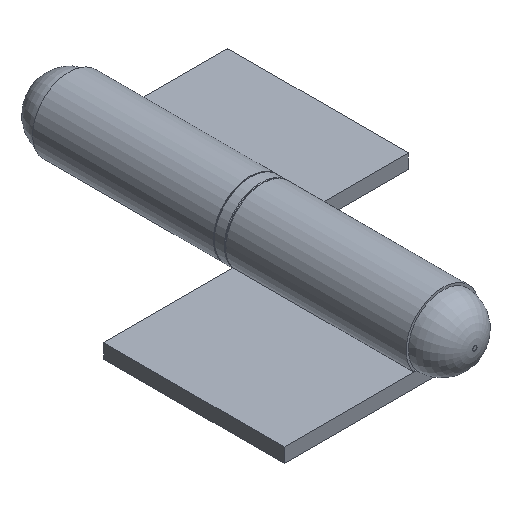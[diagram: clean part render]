
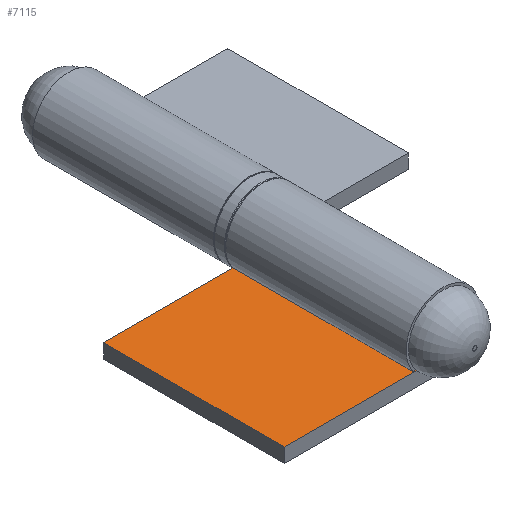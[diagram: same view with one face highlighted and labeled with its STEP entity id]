
A CAD part, isometric view. The second image highlights one B-rep face of the part: STEP entity #7115.
In plain terms, the highlighted planar face has unit normal (0, 0, 1).
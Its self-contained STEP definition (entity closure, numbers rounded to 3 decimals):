
#205 = EDGE_CURVE ( 'NONE', #9098, #1655, #3519, .T. ) ;
#686 = VECTOR ( 'NONE', #2839, 1000. ) ;
#806 = DIRECTION ( 'NONE',  ( 0., 0., -1. ) ) ;
#982 = VECTOR ( 'NONE', #10095, 1000. ) ;
#1098 = VERTEX_POINT ( 'NONE', #1600 ) ;
#1600 = CARTESIAN_POINT ( 'NONE',  ( 0., 19., -4.7 ) ) ;
#1655 = VERTEX_POINT ( 'NONE', #5764 ) ;
#1714 = CARTESIAN_POINT ( 'NONE',  ( 5.454, 19., -4.7 ) ) ;
#2207 = LINE ( 'NONE', #2759, #9312 ) ;
#2759 = CARTESIAN_POINT ( 'NONE',  ( 0., -19., -4.7 ) ) ;
#2790 = LINE ( 'NONE', #10838, #10191 ) ;
#2839 = DIRECTION ( 'NONE',  ( 0., -1., 0. ) ) ;
#3449 = CARTESIAN_POINT ( 'NONE',  ( 33.3, -19., -4.7 ) ) ;
#3519 = LINE ( 'NONE', #6042, #10324 ) ;
#3540 = LINE ( 'NONE', #6046, #982 ) ;
#3761 = PLANE ( 'NONE',  #7652 ) ;
#3813 = ORIENTED_EDGE ( 'NONE', *, *, #12224, .F. ) ;
#5550 = EDGE_CURVE ( 'NONE', #1655, #7553, #7835, .T. ) ;
#5764 = CARTESIAN_POINT ( 'NONE',  ( 33.3, 19., -4.7 ) ) ;
#6042 = CARTESIAN_POINT ( 'NONE',  ( 0., 19., -4.7 ) ) ;
#6046 = CARTESIAN_POINT ( 'NONE',  ( 0., 19., -4.7 ) ) ;
#6565 = FACE_OUTER_BOUND ( 'NONE', #7409, .T. ) ;
#6957 = EDGE_CURVE ( 'NONE', #1098, #10768, #3540, .T. ) ;
#7115 = ADVANCED_FACE ( 'NONE', ( #6565 ), #3761, .F. ) ;
#7231 = ORIENTED_EDGE ( 'NONE', *, *, #5550, .F. ) ;
#7409 = EDGE_LOOP ( 'NONE', ( #12446, #7231, #9733, #3813, #8532 ) ) ;
#7553 = VERTEX_POINT ( 'NONE', #3449 ) ;
#7652 = AXIS2_PLACEMENT_3D ( 'NONE', #11500, #806, #9507 ) ;
#7835 = LINE ( 'NONE', #7863, #686 ) ;
#7863 = CARTESIAN_POINT ( 'NONE',  ( 33.3, 19., -4.7 ) ) ;
#8001 = DIRECTION ( 'NONE',  ( 1., 0., 0. ) ) ;
#8532 = ORIENTED_EDGE ( 'NONE', *, *, #6957, .T. ) ;
#8856 = DIRECTION ( 'NONE',  ( 1., 0., 0. ) ) ;
#9058 = CARTESIAN_POINT ( 'NONE',  ( 0., -19., -4.7 ) ) ;
#9098 = VERTEX_POINT ( 'NONE', #1714 ) ;
#9312 = VECTOR ( 'NONE', #10485, 1000. ) ;
#9507 = DIRECTION ( 'NONE',  ( -1., 0., 0. ) ) ;
#9733 = ORIENTED_EDGE ( 'NONE', *, *, #205, .F. ) ;
#9936 = EDGE_CURVE ( 'NONE', #10768, #7553, #2207, .T. ) ;
#10095 = DIRECTION ( 'NONE',  ( 0., -1., 0. ) ) ;
#10191 = VECTOR ( 'NONE', #8001, 1000. ) ;
#10324 = VECTOR ( 'NONE', #8856, 1000. ) ;
#10485 = DIRECTION ( 'NONE',  ( 1., 0., 0. ) ) ;
#10768 = VERTEX_POINT ( 'NONE', #9058 ) ;
#10838 = CARTESIAN_POINT ( 'NONE',  ( 0., 19., -4.7 ) ) ;
#11500 = CARTESIAN_POINT ( 'NONE',  ( 0., 19., -4.7 ) ) ;
#12224 = EDGE_CURVE ( 'NONE', #1098, #9098, #2790, .T. ) ;
#12446 = ORIENTED_EDGE ( 'NONE', *, *, #9936, .T. ) ;
